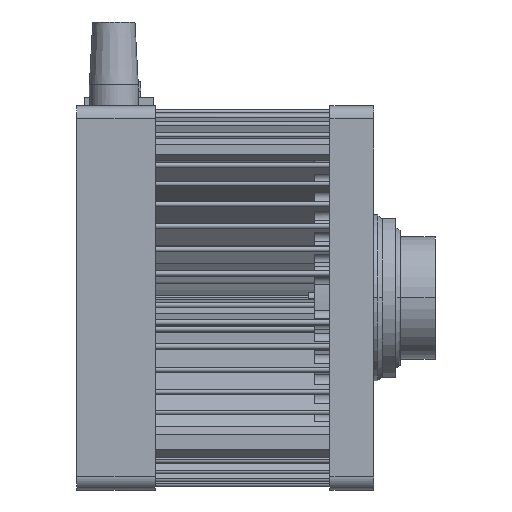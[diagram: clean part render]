
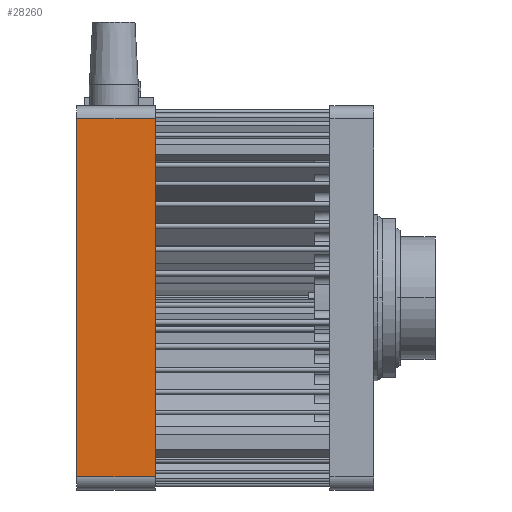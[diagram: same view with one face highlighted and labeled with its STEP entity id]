
A CAD part, left-side view. The second image highlights one B-rep face of the part: STEP entity #28260.
In plain terms, the highlighted planar face has unit normal (-1, 0, 0).
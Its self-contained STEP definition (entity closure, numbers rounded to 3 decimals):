
#8023=DIRECTION('',(0.,0.,1.));
#8024=VECTOR('',#8023,82.);
#8025=CARTESIAN_POINT('',(-44.,52.,-41.));
#8026=LINE('',#8025,#8024);
#8411=DIRECTION('',(0.,-1.,0.));
#8412=VECTOR('',#8411,18.);
#8413=CARTESIAN_POINT('',(-44.,70.,-41.));
#8414=LINE('',#8413,#8412);
#8415=DIRECTION('',(0.,-1.,0.));
#8416=VECTOR('',#8415,18.);
#8417=CARTESIAN_POINT('',(-44.,70.,41.));
#8418=LINE('',#8417,#8416);
#8573=DIRECTION('',(0.,0.,1.));
#8574=VECTOR('',#8573,82.);
#8575=CARTESIAN_POINT('',(-44.,70.,-41.));
#8576=LINE('',#8575,#8574);
#18963=CARTESIAN_POINT('',(-44.,52.,-41.));
#18965=VERTEX_POINT('',#18963);
#18969=CARTESIAN_POINT('',(-44.,70.,-41.));
#18970=VERTEX_POINT('',#18969);
#18988=CARTESIAN_POINT('',(-44.,52.,41.));
#18990=VERTEX_POINT('',#18988);
#18991=CARTESIAN_POINT('',(-44.,70.,41.));
#18992=VERTEX_POINT('',#18991);
#28248=CARTESIAN_POINT('',(-44.,52.,-44.));
#28249=DIRECTION('',(-1.,0.,0.));
#28250=DIRECTION('',(0.,0.,1.));
#28251=AXIS2_PLACEMENT_3D('',#28248,#28249,#28250);
#28252=PLANE('',#28251);
#28253=ORIENTED_EDGE('',*,*,#28007,.F.);
#28255=ORIENTED_EDGE('',*,*,#28254,.T.);
#28256=ORIENTED_EDGE('',*,*,#28240,.T.);
#28257=ORIENTED_EDGE('',*,*,#27447,.F.);
#28258=EDGE_LOOP('',(#28253,#28255,#28256,#28257));
#28259=FACE_OUTER_BOUND('',#28258,.F.);
#28260=ADVANCED_FACE('',(#28259),#28252,.T.);
#27447=EDGE_CURVE('',#18965,#18990,#8026,.T.);
#28007=EDGE_CURVE('',#18970,#18965,#8414,.T.);
#28240=EDGE_CURVE('',#18992,#18990,#8418,.T.);
#28254=EDGE_CURVE('',#18970,#18992,#8576,.T.);
